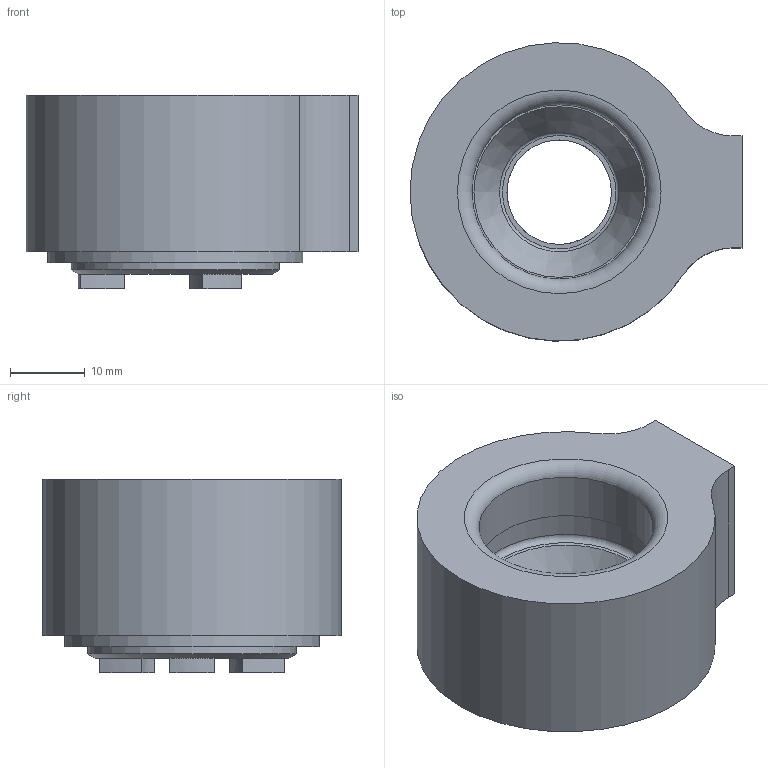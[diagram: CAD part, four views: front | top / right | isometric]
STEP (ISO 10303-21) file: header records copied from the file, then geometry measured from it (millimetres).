
FILE_DESCRIPTION(/* description */ (''),/* implementation_level */ '2;1');
FILE_NAME(/* name */ '372019000.stp',/* time_stamp */ '2022-09-23T10:50:20',/* author */ ('Ratnasingam Jekanthan'),/* organization */ ('REGO-FIX'),/* preprocessor_version */ ' Unknown',/* originating_system */ 'SIEMENS PLM Software Solid Edge ST10',/* authorization */ 'Unknown');
FILE_SCHEMA (('AUTOMOTIVE_DESIGN { 1 0 10303 214 2 1 1}'));
Length unit declared in the file: millimetre
Products named in the file (1): NOCUT
Bounding box: 44.5 x 39.97 x 26 mm (x, y, z)
Volume: 21350.7 mm3; surface area: 7464.4 mm2
Topology: 1 solids, 1 shells, 46 faces, 112 edges, 72 vertices
Faces by surface type: cylinder 22, plane 18, torus 3, cone 3
Full cylindrical faces by diameter (mm): 8.566 x1, 14 x1, 16 x1, 23.376 x1, 25.5 x1, 27.9 x1, 34.2 x1
Entity records: 1631 total; most frequent: DIRECTION 252, CARTESIAN_POINT 217, ORIENTED_EDGE 188, AXIS2_PLACEMENT_3D 110, EDGE_CURVE 94, VERTEX_POINT 67, EDGE_LOOP 65, FACE_BOUND 65
